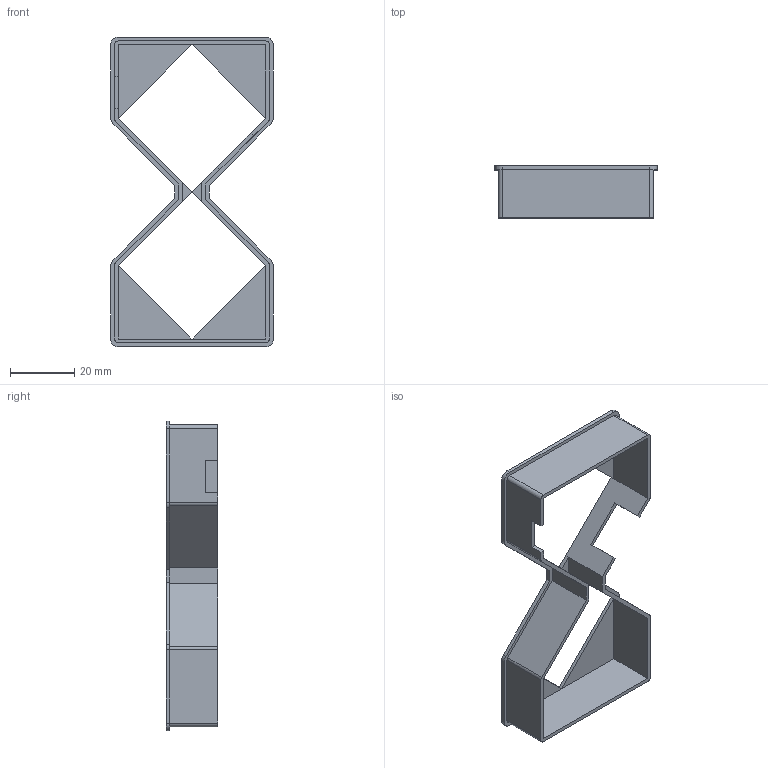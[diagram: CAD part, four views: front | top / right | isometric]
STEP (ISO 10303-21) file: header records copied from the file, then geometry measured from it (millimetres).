
FILE_DESCRIPTION (( 'STEP AP203' ), '1' );
FILE_NAME ('俋褲-奻.STEP', '2024-01-08T07:49:16', ( '' ), ( '' ), 'SwSTEP 2.0', 'SolidWorks 2022', '' );
FILE_SCHEMA (( 'CONFIG_CONTROL_DESIGN' ));
Length unit declared in the file: millimetre
Products named in the file (1): 外壳-上
Bounding box: 50.8 x 16.2 x 96.8 mm (x, y, z)
Volume: 7613 mm3; surface area: 13407.6 mm2
Topology: 1 solids, 1 shells, 78 faces, 216 edges, 140 vertices
Faces by surface type: plane 62, cylinder 16
Entity records: 2537 total; most frequent: CARTESIAN_POINT 435, ORIENTED_EDGE 432, DIRECTION 406, EDGE_CURVE 216, LINE 184, VECTOR 184, VERTEX_POINT 140, AXIS2_PLACEMENT_3D 111
